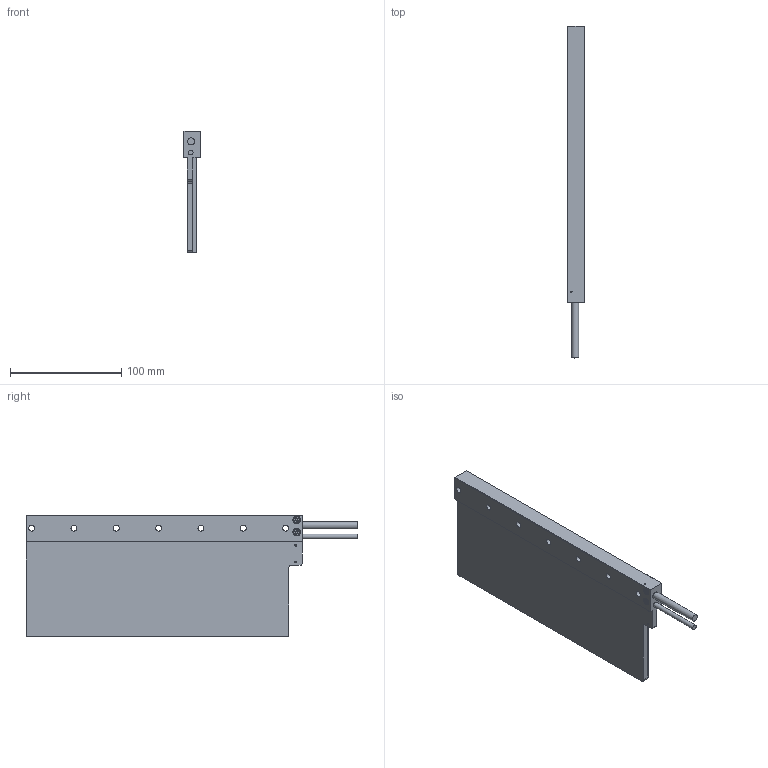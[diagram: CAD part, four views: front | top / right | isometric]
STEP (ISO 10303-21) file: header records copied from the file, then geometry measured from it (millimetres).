
FILE_DESCRIPTION( ( '-' ), '1' );
FILE_NAME( 'Coilunit UX 6_160607.stp', '20-04-2016', ( 'P.Eikelboom' ), ( 'Technotion' ), 'PSStep 16.0.42', '-', ' ' );
FILE_SCHEMA( ( 'AUTOMOTIVE_DESIGN { 1 0 10303 214 1 1 1 1 }' ) );
Length unit declared in the file: millimetre
Products named in the file (1): 4022 363 05411_130513
Bounding box: 15 x 298 x 108.8 mm (x, y, z)
Surface area: 65185.1 mm2 (no closed solid volume)
Topology: 0 solids, 107 shells, 107 faces, 563 edges, 542 vertices
Faces by surface type: plane 54, cylinder 49, cone 4
Full cylindrical faces by diameter (mm): 1.6 x2, 3 x2, 3.2 x2, 4.3 x1, 5.3 x7, 5.7 x2, 6.4 x1
Entity records: 6308 total; most frequent: CARTESIAN_POINT 1200, DIRECTION 944, ORIENTED_EDGE 532, EDGE_CURVE 532, VERTEX_POINT 532, LINE 328, VECTOR 328, AXIS2_PLACEMENT_3D 308
